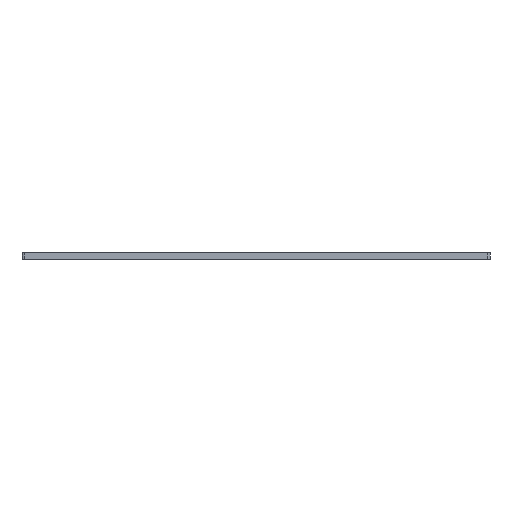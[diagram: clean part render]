
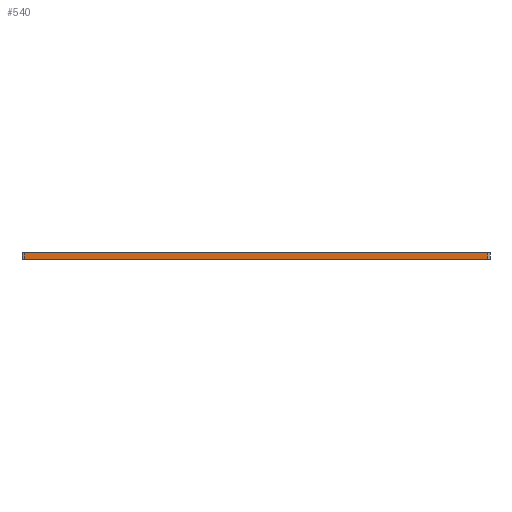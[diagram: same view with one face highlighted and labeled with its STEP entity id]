
A CAD part, left-side view. The second image highlights one B-rep face of the part: STEP entity #540.
In plain terms, the highlighted planar face has unit normal (-1, 0, 0).
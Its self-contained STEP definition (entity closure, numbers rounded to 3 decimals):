
#289=FACE_OUTER_BOUND('',#1156,.T.);
#540=ADVANCED_FACE('',(#289),#786,.T.);
#786=PLANE('',#5541);
#1156=EDGE_LOOP('',(#2352,#2353,#2354,#2355));
#1517=LINE('',#7779,#1785);
#1541=LINE('',#8309,#1809);
#1542=LINE('',#8311,#1810);
#1543=LINE('',#8313,#1811);
#1785=VECTOR('',#6034,1.);
#1809=VECTOR('',#6568,1.);
#1810=VECTOR('',#6571,1.);
#1811=VECTOR('',#6572,1.);
#2352=ORIENTED_EDGE('',*,*,#4324,.T.);
#2353=ORIENTED_EDGE('',*,*,#4325,.F.);
#2354=ORIENTED_EDGE('',*,*,#4326,.F.);
#2355=ORIENTED_EDGE('',*,*,#4059,.T.);
#3559=VERTEX_POINT('',#7778);
#3560=VERTEX_POINT('',#7780);
#3810=VERTEX_POINT('',#8308);
#3811=VERTEX_POINT('',#8312);
#4059=EDGE_CURVE('',#3560,#3559,#1517,.T.);
#4324=EDGE_CURVE('',#3559,#3810,#1541,.T.);
#4325=EDGE_CURVE('',#3811,#3810,#1542,.T.);
#4326=EDGE_CURVE('',#3560,#3811,#1543,.T.);
#5541=AXIS2_PLACEMENT_3D('',#8314,#6573,#6574);
#6034=DIRECTION('',(0.,-1.,0.));
#6568=DIRECTION('',(0.,0.,1.));
#6571=DIRECTION('',(0.,-1.,0.));
#6572=DIRECTION('',(0.,0.,1.));
#6573=DIRECTION('',(-1.,0.,0.));
#6574=DIRECTION('',(0.,1.,0.));
#7778=CARTESIAN_POINT('',(-6.5,-6.5,0.));
#7779=CARTESIAN_POINT('',(-6.5,98.5,0.));
#7780=CARTESIAN_POINT('',(-6.5,98.5,0.));
#8308=CARTESIAN_POINT('',(-6.5,-6.5,1.57));
#8309=CARTESIAN_POINT('',(-6.5,-6.5,0.));
#8311=CARTESIAN_POINT('',(-6.5,98.5,1.57));
#8312=CARTESIAN_POINT('',(-6.5,98.5,1.57));
#8313=CARTESIAN_POINT('',(-6.5,98.5,0.));
#8314=CARTESIAN_POINT('',(-6.5,98.5,0.));
